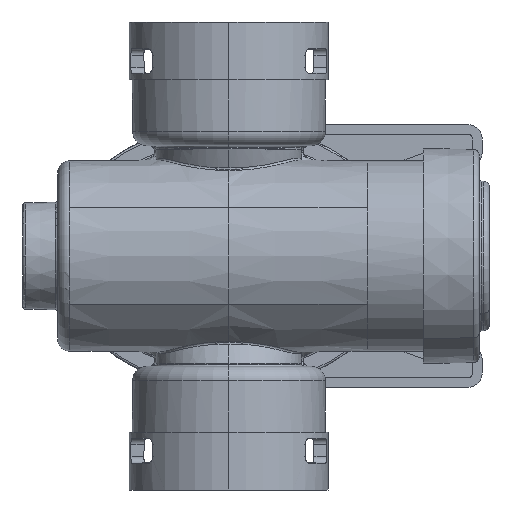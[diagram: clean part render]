
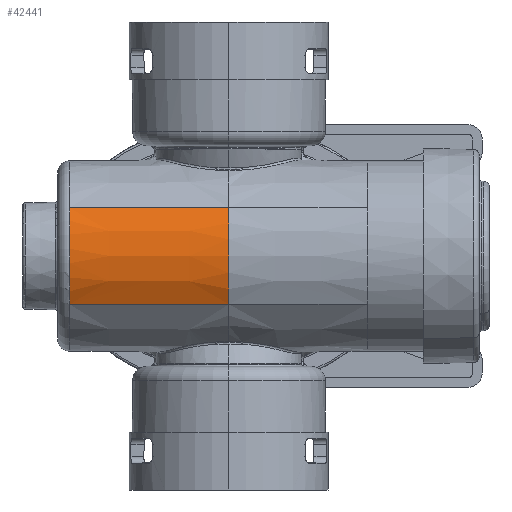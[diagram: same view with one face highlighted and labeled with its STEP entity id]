
A CAD part, front view. The second image highlights one B-rep face of the part: STEP entity #42441.
In plain terms, the highlighted conical face has half-angle 0.5 degrees and reference radius 8 mm.
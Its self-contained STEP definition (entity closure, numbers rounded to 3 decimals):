
#883 = ORIENTED_EDGE ( 'NONE', *, *, #20337, .F. ) ;
#1921 = AXIS2_PLACEMENT_3D ( 'NONE', #24390, #28502, #36796 ) ;
#2309 = CARTESIAN_POINT ( 'NONE',  ( 0., 0., 0. ) ) ;
#2353 = CARTESIAN_POINT ( 'NONE',  ( -11.531, -6.812, 4. ) ) ;
#5129 = B_SPLINE_CURVE_WITH_KNOTS ( 'NONE', 3,
 ( #46291, #25904, #38314, #5539, #14497, #35401, #51714 ),
 .UNSPECIFIED., .F., .F.,
 ( 4, 3, 4 ),
 ( 0.044, 0.055, 0.057 ),
 .UNSPECIFIED. ) ;
#5539 = CARTESIAN_POINT ( 'NONE',  ( -11.531, -6.812, -4. ) ) ;
#6077 = DIRECTION ( 'NONE',  ( 1., 0., 0. ) ) ;
#11330 = CARTESIAN_POINT ( 'NONE',  ( -7.687, -6.851, 4. ) ) ;
#11619 = ORIENTED_EDGE ( 'NONE', *, *, #52240, .T. ) ;
#13413 = CIRCLE ( 'NONE', #45428, 8. ) ;
#14497 = CARTESIAN_POINT ( 'NONE',  ( -12.09, -6.806, -4. ) ) ;
#15014 = EDGE_LOOP ( 'NONE', ( #883, #11619, #28392, #49990 ) ) ;
#15775 = AXIS2_PLACEMENT_3D ( 'NONE', #2309, #6077, #51366 ) ;
#18706 = CARTESIAN_POINT ( 'NONE',  ( 0., -6.928, 4. ) ) ;
#20337 = EDGE_CURVE ( 'NONE', #45902, #29397, #22045, .T. ) ;
#22045 = B_SPLINE_CURVE_WITH_KNOTS ( 'NONE', 3,
 ( #23236, #23614, #22864, #2353, #11330, #27730, #18706 ),
 .UNSPECIFIED., .F., .F.,
 ( 4, 3, 4 ),
 ( 0.014, 0.016, 0.027 ),
 .UNSPECIFIED. ) ;
#22864 = CARTESIAN_POINT ( 'NONE',  ( -12.09, -6.806, 4. ) ) ;
#22930 = VERTEX_POINT ( 'NONE', #32130 ) ;
#23236 = CARTESIAN_POINT ( 'NONE',  ( -13.209, -6.795, 4. ) ) ;
#23614 = CARTESIAN_POINT ( 'NONE',  ( -12.649, -6.8, 4. ) ) ;
#24390 = CARTESIAN_POINT ( 'NONE',  ( -13.209, 0., 0. ) ) ;
#25904 = CARTESIAN_POINT ( 'NONE',  ( -3.844, -6.889, -4. ) ) ;
#26473 = CARTESIAN_POINT ( 'NONE',  ( 0., -6.928, 4. ) ) ;
#27730 = CARTESIAN_POINT ( 'NONE',  ( -3.844, -6.889, 4. ) ) ;
#28392 = ORIENTED_EDGE ( 'NONE', *, *, #46927, .F. ) ;
#28502 = DIRECTION ( 'NONE',  ( 1., 0., 0. ) ) ;
#29051 = VERTEX_POINT ( 'NONE', #50189 ) ;
#29295 = CIRCLE ( 'NONE', #1921, 7.885 ) ;
#29397 = VERTEX_POINT ( 'NONE', #26473 ) ;
#30848 = CARTESIAN_POINT ( 'NONE',  ( -13.209, -6.795, 4. ) ) ;
#31849 = FACE_OUTER_BOUND ( 'NONE', #15014, .T. ) ;
#32130 = CARTESIAN_POINT ( 'NONE',  ( 0., -6.928, -4. ) ) ;
#35401 = CARTESIAN_POINT ( 'NONE',  ( -12.649, -6.8, -4. ) ) ;
#36796 = DIRECTION ( 'NONE',  ( 0., 0., -1. ) ) ;
#38314 = CARTESIAN_POINT ( 'NONE',  ( -7.687, -6.851, -4. ) ) ;
#39653 = EDGE_CURVE ( 'NONE', #29397, #22930, #13413, .T. ) ;
#42176 = CONICAL_SURFACE ( 'NONE', #15775, 8., 0.009 ) ;
#42441 = ADVANCED_FACE ( 'NONE', ( #31849 ), #42176, .T. ) ;
#43603 = CARTESIAN_POINT ( 'NONE',  ( 0., 0., 0. ) ) ;
#45428 = AXIS2_PLACEMENT_3D ( 'NONE', #43603, #47423, #51578 ) ;
#45902 = VERTEX_POINT ( 'NONE', #30848 ) ;
#46291 = CARTESIAN_POINT ( 'NONE',  ( 0., -6.928, -4. ) ) ;
#46927 = EDGE_CURVE ( 'NONE', #22930, #29051, #5129, .T. ) ;
#47423 = DIRECTION ( 'NONE',  ( 1., 0., 0. ) ) ;
#49990 = ORIENTED_EDGE ( 'NONE', *, *, #39653, .F. ) ;
#50189 = CARTESIAN_POINT ( 'NONE',  ( -13.209, -6.795, -4. ) ) ;
#51366 = DIRECTION ( 'NONE',  ( 0., 0., 1. ) ) ;
#51578 = DIRECTION ( 'NONE',  ( 0., 0., 1. ) ) ;
#51714 = CARTESIAN_POINT ( 'NONE',  ( -13.209, -6.795, -4. ) ) ;
#52240 = EDGE_CURVE ( 'NONE', #45902, #29051, #29295, .T. ) ;
